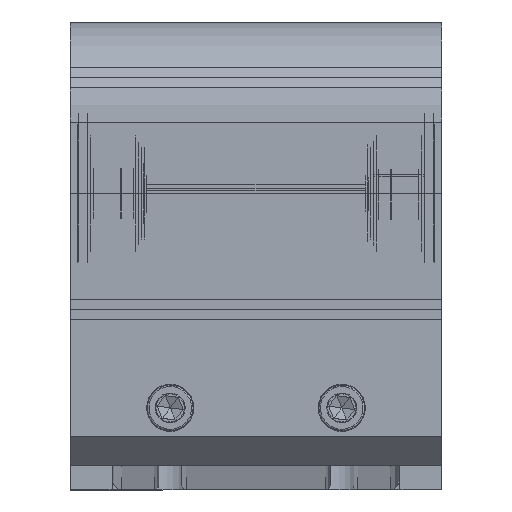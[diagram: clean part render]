
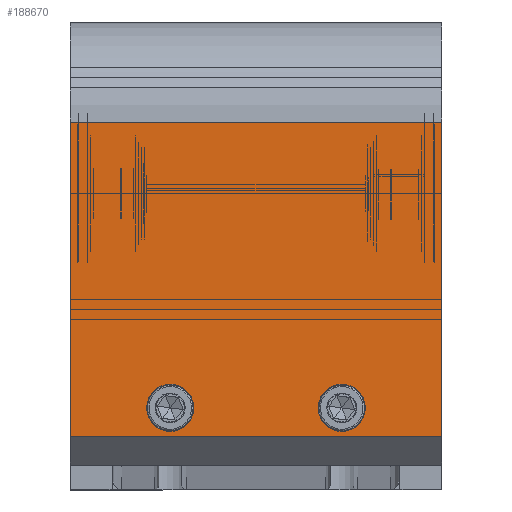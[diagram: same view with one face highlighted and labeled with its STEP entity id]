
A CAD part, top view. The second image highlights one B-rep face of the part: STEP entity #188670.
In plain terms, the highlighted planar face has unit normal (0, 0, 1).
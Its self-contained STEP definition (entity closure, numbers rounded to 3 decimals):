
#1323 = ORIENTED_EDGE ( 'NONE', *, *, #215998, .T. ) ;
#3323 = CIRCLE ( 'NONE', #288364, 8.25 ) ;
#4018 = EDGE_CURVE ( 'NONE', #326625, #140595, #334989, .T. ) ;
#8553 = EDGE_CURVE ( 'NONE', #31659, #147697, #300511, .T. ) ;
#16202 = DIRECTION ( 'NONE',  ( 1., 0., 0. ) ) ;
#18673 = DIRECTION ( 'NONE',  ( 1., 0., 0. ) ) ;
#19038 = EDGE_CURVE ( 'NONE', #369549, #75929, #277725, .T. ) ;
#31659 = VERTEX_POINT ( 'NONE', #152130 ) ;
#31737 = AXIS2_PLACEMENT_3D ( 'NONE', #294086, #328526, #16202 ) ;
#34614 = EDGE_CURVE ( 'NONE', #190336, #284329, #227044, .T. ) ;
#38863 = DIRECTION ( 'NONE',  ( 1., 0., 0. ) ) ;
#50600 = VECTOR ( 'NONE', #381157, 1000. ) ;
#55552 = ORIENTED_EDGE ( 'NONE', *, *, #4018, .F. ) ;
#69309 = CARTESIAN_POINT ( 'NONE',  ( 78.467, 307.762, 762.525 ) ) ;
#70078 = CARTESIAN_POINT ( 'NONE',  ( 121.717, 207.762, 762.525 ) ) ;
#70984 = CARTESIAN_POINT ( 'NONE',  ( 208.467, 307.762, 762.525 ) ) ;
#73269 = VECTOR ( 'NONE', #177792, 1000. ) ;
#73526 = ORIENTED_EDGE ( 'NONE', *, *, #202063, .F. ) ;
#75929 = VERTEX_POINT ( 'NONE', #70078 ) ;
#77603 = DIRECTION ( 'NONE',  ( 0., 0., 1. ) ) ;
#79172 = DIRECTION ( 'NONE',  ( 0., 0., -1. ) ) ;
#101163 = EDGE_CURVE ( 'NONE', #140595, #326625, #247722, .T. ) ;
#105441 = AXIS2_PLACEMENT_3D ( 'NONE', #111917, #77603, #18673 ) ;
#109488 = PLANE ( 'NONE',  #184175 ) ;
#111917 = CARTESIAN_POINT ( 'NONE',  ( 173.467, 207.762, 762.525 ) ) ;
#113425 = DIRECTION ( 'NONE',  ( 0., 0., 1. ) ) ;
#129259 = ORIENTED_EDGE ( 'NONE', *, *, #19038, .F. ) ;
#129877 = CARTESIAN_POINT ( 'NONE',  ( 208.467, 197.762, 762.525 ) ) ;
#140595 = VERTEX_POINT ( 'NONE', #190825 ) ;
#143878 = DIRECTION ( 'NONE',  ( -1., 0., 0. ) ) ;
#147697 = VERTEX_POINT ( 'NONE', #342633 ) ;
#152130 = CARTESIAN_POINT ( 'NONE',  ( 208.467, 197.762, 762.525 ) ) ;
#154215 = EDGE_LOOP ( 'NONE', ( #55552, #334611 ) ) ;
#166290 = FACE_BOUND ( 'NONE', #271751, .T. ) ;
#166434 = CARTESIAN_POINT ( 'NONE',  ( 113.467, 207.762, 762.525 ) ) ;
#177207 = VECTOR ( 'NONE', #355349, 1000. ) ;
#177792 = DIRECTION ( 'NONE',  ( 0., -1., 0. ) ) ;
#184175 = AXIS2_PLACEMENT_3D ( 'NONE', #233090, #79172, #143878 ) ;
#188670 = ADVANCED_FACE ( 'NONE', ( #166290, #290119, #385264 ), #109488, .F. ) ;
#190336 = VERTEX_POINT ( 'NONE', #216266 ) ;
#190825 = CARTESIAN_POINT ( 'NONE',  ( 165.217, 207.762, 762.525 ) ) ;
#202063 = EDGE_CURVE ( 'NONE', #75929, #369549, #3323, .T. ) ;
#215998 = EDGE_CURVE ( 'NONE', #284329, #147697, #368299, .T. ) ;
#216266 = CARTESIAN_POINT ( 'NONE',  ( 208.467, 307.762, 762.525 ) ) ;
#223240 = CARTESIAN_POINT ( 'NONE',  ( 181.717, 207.762, 762.525 ) ) ;
#227044 = LINE ( 'NONE', #70984, #50600 ) ;
#233090 = CARTESIAN_POINT ( 'NONE',  ( 208.467, 197.762, 762.525 ) ) ;
#237004 = DIRECTION ( 'NONE',  ( 1., 0., 0. ) ) ;
#239473 = CARTESIAN_POINT ( 'NONE',  ( 208.467, 197.762, 762.525 ) ) ;
#242496 = CARTESIAN_POINT ( 'NONE',  ( 105.217, 207.762, 762.525 ) ) ;
#247722 = CIRCLE ( 'NONE', #105441, 8.25 ) ;
#271751 = EDGE_LOOP ( 'NONE', ( #73526, #129259 ) ) ;
#275042 = CARTESIAN_POINT ( 'NONE',  ( 78.467, 197.762, 762.525 ) ) ;
#277725 = CIRCLE ( 'NONE', #31737, 8.25 ) ;
#284329 = VERTEX_POINT ( 'NONE', #69309 ) ;
#288364 = AXIS2_PLACEMENT_3D ( 'NONE', #166434, #345036, #38863 ) ;
#290119 = FACE_BOUND ( 'NONE', #154215, .T. ) ;
#294086 = CARTESIAN_POINT ( 'NONE',  ( 113.467, 207.762, 762.525 ) ) ;
#300511 = LINE ( 'NONE', #239473, #177207 ) ;
#303893 = ORIENTED_EDGE ( 'NONE', *, *, #8553, .F. ) ;
#312549 = LINE ( 'NONE', #129877, #377377 ) ;
#317652 = EDGE_LOOP ( 'NONE', ( #1323, #303893, #344203, #393264 ) ) ;
#326625 = VERTEX_POINT ( 'NONE', #223240 ) ;
#328526 = DIRECTION ( 'NONE',  ( 0., 0., 1. ) ) ;
#334611 = ORIENTED_EDGE ( 'NONE', *, *, #101163, .F. ) ;
#334989 = CIRCLE ( 'NONE', #386704, 8.25 ) ;
#342633 = CARTESIAN_POINT ( 'NONE',  ( 78.467, 197.762, 762.525 ) ) ;
#342909 = DIRECTION ( 'NONE',  ( 0., -1., 0. ) ) ;
#344203 = ORIENTED_EDGE ( 'NONE', *, *, #364256, .F. ) ;
#345036 = DIRECTION ( 'NONE',  ( 0., 0., 1. ) ) ;
#355349 = DIRECTION ( 'NONE',  ( -1., 0., 0. ) ) ;
#364256 = EDGE_CURVE ( 'NONE', #190336, #31659, #312549, .T. ) ;
#368299 = LINE ( 'NONE', #275042, #73269 ) ;
#369549 = VERTEX_POINT ( 'NONE', #242496 ) ;
#377377 = VECTOR ( 'NONE', #342909, 1000. ) ;
#381157 = DIRECTION ( 'NONE',  ( -1., 0., 0. ) ) ;
#385264 = FACE_OUTER_BOUND ( 'NONE', #317652, .T. ) ;
#386704 = AXIS2_PLACEMENT_3D ( 'NONE', #391179, #113425, #237004 ) ;
#391179 = CARTESIAN_POINT ( 'NONE',  ( 173.467, 207.762, 762.525 ) ) ;
#393264 = ORIENTED_EDGE ( 'NONE', *, *, #34614, .T. ) ;
